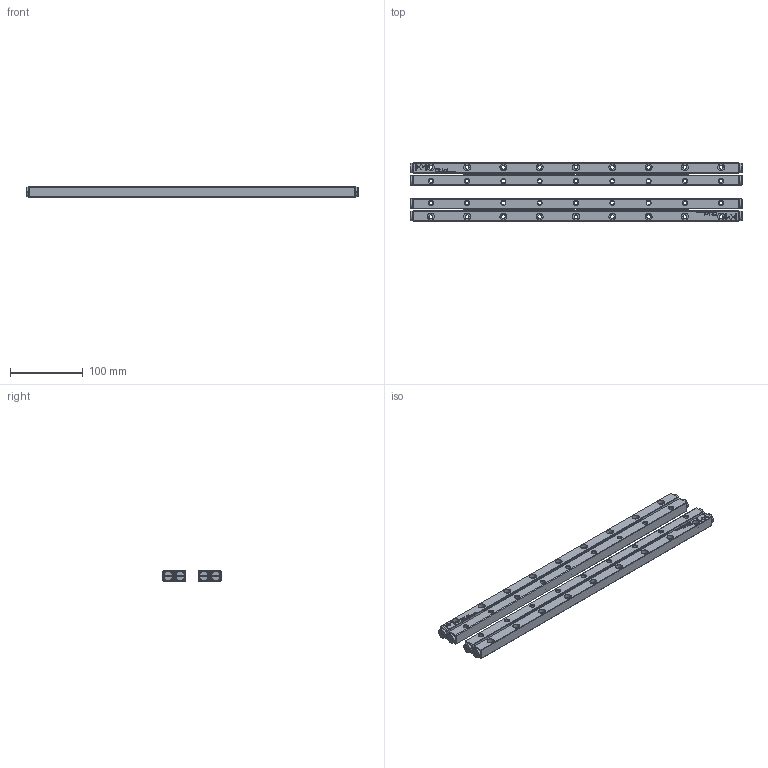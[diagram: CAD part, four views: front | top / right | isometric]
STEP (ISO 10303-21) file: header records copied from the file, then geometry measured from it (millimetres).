
FILE_DESCRIPTION(/* description */ (''),/* implementation_level */ '2;1');
FILE_NAME(/* name */ 'Set RSD-6450x34AA_stp.stp',/* time_stamp */ '2025-03-04T08:26:07+01:00',/* author */ (''),/* organization */ (''),/* preprocessor_version */ 'ST-DEVELOPER v16.7',/* originating_system */ 'SIEMENS PLM Software NX 12.0',/* authorisation */ '');
FILE_SCHEMA (('AUTOMOTIVE_DESIGN { 1 0 10303 214 3 1 1 1 }'));
Products named in the file (1): Set RSD-6450x34AA_stp
Bounding box: 457.4 x 80 x 15 mm (x, y, z)
Volume: 357480.7 mm3; surface area: 149013.9 mm2
Topology: 82 solids, 82 shells, 3976 faces, 10264 edges, 6628 vertices
Faces by surface type: plane 2228, cylinder 1132, bspline 360, cone 256
Full cylindrical faces by diameter (mm): 4.3 x8, 5 x8, 5.2 x44, 6 x68, 9.5 x36, 13 x8
Entity records: 128016 total; most frequent: CARTESIAN_POINT 25297, ORIENTED_EDGE 19376, DIRECTION 18666, EDGE_CURVE 9688, VERTEX_POINT 6472, LINE 6376, VECTOR 6376, AXIS2_PLACEMENT_3D 6145
